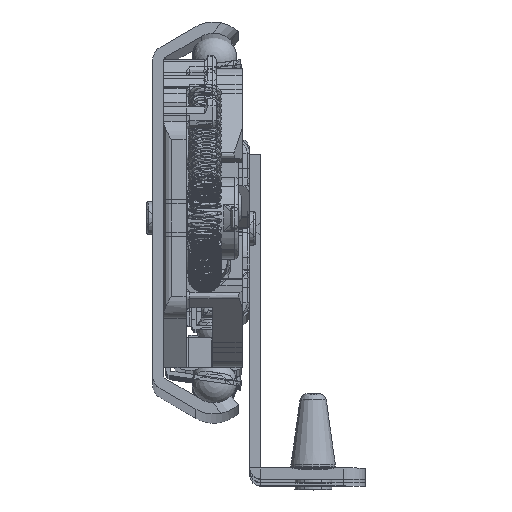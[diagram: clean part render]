
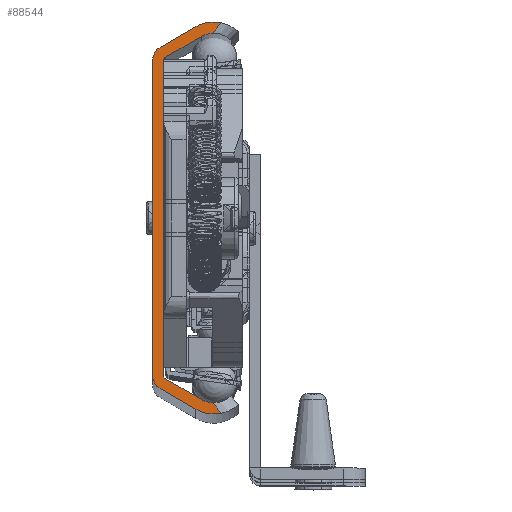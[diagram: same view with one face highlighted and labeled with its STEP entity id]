
A CAD part, top view. The second image highlights one B-rep face of the part: STEP entity #88544.
In plain terms, the highlighted planar face has unit normal (0, 0, 1).
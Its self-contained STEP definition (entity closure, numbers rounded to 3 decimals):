
#4897=PLANE('',#94000);
#8476=FACE_OUTER_BOUND('',#13190,.T.);
#13190=EDGE_LOOP('',(#59129,#59130,#59131,#59132,#59133,#59134,#59135,#59136,
#59137,#59138,#59139,#59140,#59141,#59142,#59143,#59144));
#18225=LINE('',#126734,#24542);
#18226=LINE('',#126747,#24543);
#18227=LINE('',#126752,#24544);
#18228=LINE('',#126756,#24545);
#18229=LINE('',#126759,#24546);
#18230=LINE('',#126763,#24547);
#18231=LINE('',#126767,#24548);
#18232=LINE('',#126770,#24549);
#24542=VECTOR('',#104228,10.);
#24543=VECTOR('',#104231,10.);
#24544=VECTOR('',#104236,10.);
#24545=VECTOR('',#104239,10.);
#24546=VECTOR('',#104242,10.);
#24547=VECTOR('',#104245,10.);
#24548=VECTOR('',#104248,10.);
#24549=VECTOR('',#104251,10.);
#30640=CIRCLE('',#93991,3.3);
#30642=CIRCLE('',#93996,4.8);
#30644=CIRCLE('',#94001,3.3);
#30645=CIRCLE('',#94002,0.5);
#30646=CIRCLE('',#94003,0.5);
#30647=CIRCLE('',#94004,4.8);
#30648=CIRCLE('',#94005,2.);
#30649=CIRCLE('',#94006,2.);
#34586=VERTEX_POINT('',#126644);
#34587=VERTEX_POINT('',#126659);
#34595=VERTEX_POINT('',#126702);
#34596=VERTEX_POINT('',#126713);
#34598=VERTEX_POINT('',#126719);
#34599=VERTEX_POINT('',#126736);
#34600=VERTEX_POINT('',#126749);
#34601=VERTEX_POINT('',#126751);
#34602=VERTEX_POINT('',#126753);
#34603=VERTEX_POINT('',#126755);
#34604=VERTEX_POINT('',#126757);
#34605=VERTEX_POINT('',#126760);
#34606=VERTEX_POINT('',#126762);
#34607=VERTEX_POINT('',#126764);
#34608=VERTEX_POINT('',#126766);
#34609=VERTEX_POINT('',#126768);
#44041=EDGE_CURVE('',#34587,#34586,#30640,.T.);
#44052=EDGE_CURVE('',#34596,#34595,#30642,.T.);
#44056=EDGE_CURVE('',#34595,#34598,#18225,.T.);
#44058=EDGE_CURVE('',#34586,#34599,#18226,.T.);
#44059=EDGE_CURVE('',#34598,#34600,#30644,.T.);
#44060=EDGE_CURVE('',#34600,#34601,#18227,.T.);
#44061=EDGE_CURVE('',#34601,#34602,#30645,.T.);
#44062=EDGE_CURVE('',#34602,#34603,#18228,.T.);
#44063=EDGE_CURVE('',#34603,#34604,#30646,.T.);
#44064=EDGE_CURVE('',#34604,#34587,#18229,.T.);
#44065=EDGE_CURVE('',#34599,#34605,#30647,.T.);
#44066=EDGE_CURVE('',#34605,#34606,#18230,.T.);
#44067=EDGE_CURVE('',#34606,#34607,#30648,.T.);
#44068=EDGE_CURVE('',#34607,#34608,#18231,.T.);
#44069=EDGE_CURVE('',#34608,#34609,#30649,.T.);
#44070=EDGE_CURVE('',#34609,#34596,#18232,.T.);
#59129=ORIENTED_EDGE('',*,*,#44056,.T.);
#59130=ORIENTED_EDGE('',*,*,#44059,.T.);
#59131=ORIENTED_EDGE('',*,*,#44060,.T.);
#59132=ORIENTED_EDGE('',*,*,#44061,.T.);
#59133=ORIENTED_EDGE('',*,*,#44062,.T.);
#59134=ORIENTED_EDGE('',*,*,#44063,.T.);
#59135=ORIENTED_EDGE('',*,*,#44064,.T.);
#59136=ORIENTED_EDGE('',*,*,#44041,.T.);
#59137=ORIENTED_EDGE('',*,*,#44058,.T.);
#59138=ORIENTED_EDGE('',*,*,#44065,.T.);
#59139=ORIENTED_EDGE('',*,*,#44066,.T.);
#59140=ORIENTED_EDGE('',*,*,#44067,.T.);
#59141=ORIENTED_EDGE('',*,*,#44068,.T.);
#59142=ORIENTED_EDGE('',*,*,#44069,.T.);
#59143=ORIENTED_EDGE('',*,*,#44070,.T.);
#59144=ORIENTED_EDGE('',*,*,#44052,.T.);
#88544=ADVANCED_FACE('',(#8476),#4897,.F.);
#93991=AXIS2_PLACEMENT_3D('',#126660,#104205,#104206);
#93996=AXIS2_PLACEMENT_3D('',#126714,#104221,#104222);
#94000=AXIS2_PLACEMENT_3D('',#126748,#104232,#104233);
#94001=AXIS2_PLACEMENT_3D('',#126750,#104234,#104235);
#94002=AXIS2_PLACEMENT_3D('',#126754,#104237,#104238);
#94003=AXIS2_PLACEMENT_3D('',#126758,#104240,#104241);
#94004=AXIS2_PLACEMENT_3D('',#126761,#104243,#104244);
#94005=AXIS2_PLACEMENT_3D('',#126765,#104246,#104247);
#94006=AXIS2_PLACEMENT_3D('',#126769,#104249,#104250);
#104205=DIRECTION('center_axis',(0.,0.,-1.));
#104206=DIRECTION('ref_axis',(0.5,-0.866,0.));
#104221=DIRECTION('center_axis',(0.,0.,1.));
#104222=DIRECTION('ref_axis',(0.688,-0.726,0.));
#104228=DIRECTION('',(-0.655,0.756,0.));
#104231=DIRECTION('',(0.655,0.756,0.));
#104232=DIRECTION('center_axis',(0.,0.,-1.));
#104233=DIRECTION('ref_axis',(1.,0.,0.));
#104234=DIRECTION('center_axis',(0.,0.,-1.));
#104235=DIRECTION('ref_axis',(-0.702,0.712,0.));
#104236=DIRECTION('',(-0.866,0.5,0.));
#104237=DIRECTION('center_axis',(0.,0.,-1.));
#104238=DIRECTION('ref_axis',(0.5,0.866,0.));
#104239=DIRECTION('',(0.,1.,0.));
#104240=DIRECTION('center_axis',(0.,0.,-1.));
#104241=DIRECTION('ref_axis',(1.,0.,0.));
#104242=DIRECTION('',(0.866,0.5,0.));
#104243=DIRECTION('center_axis',(0.,0.,1.));
#104244=DIRECTION('ref_axis',(-0.5,0.866,0.));
#104245=DIRECTION('',(-0.866,-0.5,0.));
#104246=DIRECTION('center_axis',(0.,0.,1.));
#104247=DIRECTION('ref_axis',(-1.,0.,0.));
#104248=DIRECTION('',(0.,-1.,0.));
#104249=DIRECTION('center_axis',(0.,0.,1.));
#104250=DIRECTION('ref_axis',(-0.5,-0.866,0.));
#104251=DIRECTION('',(0.866,-0.5,0.));
#126644=CARTESIAN_POINT('',(8.605,24.746,706.784));
#126659=CARTESIAN_POINT('',(7.127,24.308,706.784));
#126660=CARTESIAN_POINT('Origin',(8.777,21.45,706.784));
#126702=CARTESIAN_POINT('',(9.81,-26.137,706.784));
#126713=CARTESIAN_POINT('',(6.377,-25.607,706.784));
#126714=CARTESIAN_POINT('Origin',(8.777,-21.45,706.784));
#126719=CARTESIAN_POINT('',(8.605,-24.746,706.784));
#126734=CARTESIAN_POINT('',(2.128,-17.264,706.784));
#126736=CARTESIAN_POINT('',(9.81,26.137,706.784));
#126747=CARTESIAN_POINT('',(1.637,16.696,706.784));
#126748=CARTESIAN_POINT('Origin',(3.261,0.,
706.784));
#126749=CARTESIAN_POINT('',(7.127,-24.308,706.784));
#126750=CARTESIAN_POINT('Origin',(8.777,-21.45,706.784));
#126751=CARTESIAN_POINT('',(2.327,-21.537,706.784));
#126752=CARTESIAN_POINT('',(2.327,-21.537,706.784));
#126753=CARTESIAN_POINT('',(2.077,-21.104,706.784));
#126754=CARTESIAN_POINT('Origin',(2.577,-21.104,706.784));
#126755=CARTESIAN_POINT('',(2.077,21.104,706.784));
#126756=CARTESIAN_POINT('',(2.077,21.104,706.784));
#126757=CARTESIAN_POINT('',(2.327,21.537,706.784));
#126758=CARTESIAN_POINT('Origin',(2.577,21.104,706.784));
#126759=CARTESIAN_POINT('',(7.127,24.308,706.784));
#126760=CARTESIAN_POINT('',(6.377,25.607,706.784));
#126761=CARTESIAN_POINT('Origin',(8.777,21.45,706.784));
#126762=CARTESIAN_POINT('',(1.577,22.836,706.784));
#126763=CARTESIAN_POINT('',(1.577,22.836,706.784));
#126764=CARTESIAN_POINT('',(0.577,21.104,706.784));
#126765=CARTESIAN_POINT('Origin',(2.577,21.104,706.784));
#126766=CARTESIAN_POINT('',(0.577,-21.104,706.784));
#126767=CARTESIAN_POINT('',(0.577,-21.104,706.784));
#126768=CARTESIAN_POINT('',(1.577,-22.836,706.784));
#126769=CARTESIAN_POINT('Origin',(2.577,-21.104,706.784));
#126770=CARTESIAN_POINT('',(6.377,-25.607,706.784));
